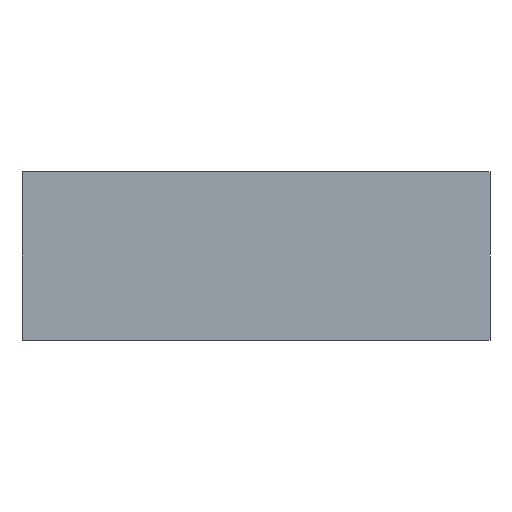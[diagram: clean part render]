
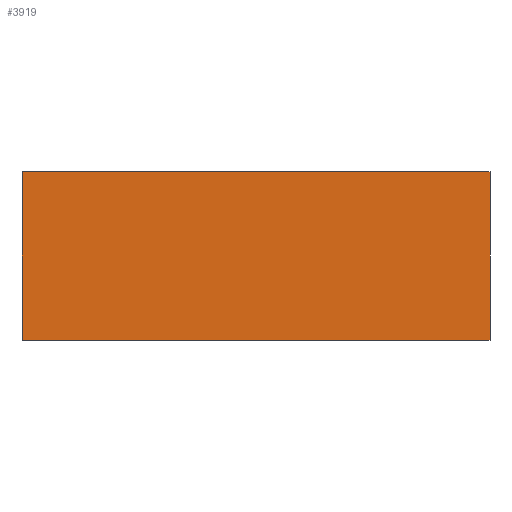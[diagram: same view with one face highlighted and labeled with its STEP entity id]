
A CAD part, left-side view. The second image highlights one B-rep face of the part: STEP entity #3919.
In plain terms, the highlighted planar face has unit normal (-1, 0, 0).
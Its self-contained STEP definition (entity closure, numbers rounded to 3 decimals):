
#455=FACE_OUTER_BOUND('',#735,.T.);
#735=EDGE_LOOP('',(#3258,#3259,#3260,#3261));
#1125=LINE('',#6106,#1535);
#1136=LINE('',#6129,#1546);
#1137=LINE('',#6131,#1547);
#1138=LINE('',#6132,#1548);
#1535=VECTOR('',#5059,10.);
#1546=VECTOR('',#5080,10.);
#1547=VECTOR('',#5081,10.);
#1548=VECTOR('',#5082,10.);
#1884=VERTEX_POINT('',#6103);
#1885=VERTEX_POINT('',#6105);
#1892=VERTEX_POINT('',#6128);
#1893=VERTEX_POINT('',#6130);
#2351=EDGE_CURVE('',#1885,#1884,#1125,.T.);
#2363=EDGE_CURVE('',#1884,#1892,#1136,.T.);
#2364=EDGE_CURVE('',#1892,#1893,#1137,.T.);
#2365=EDGE_CURVE('',#1893,#1885,#1138,.T.);
#3258=ORIENTED_EDGE('',*,*,#2351,.T.);
#3259=ORIENTED_EDGE('',*,*,#2363,.T.);
#3260=ORIENTED_EDGE('',*,*,#2364,.T.);
#3261=ORIENTED_EDGE('',*,*,#2365,.T.);
#3630=PLANE('',#4224);
#3919=ADVANCED_FACE('',(#455),#3630,.T.);
#4224=AXIS2_PLACEMENT_3D('',#6127,#5078,#5079);
#5059=DIRECTION('',(0.,1.,0.));
#5078=DIRECTION('center_axis',(-1.,0.,0.));
#5079=DIRECTION('ref_axis',(0.,0.,1.));
#5080=DIRECTION('',(0.,0.,-1.));
#5081=DIRECTION('',(0.,-1.,0.));
#5082=DIRECTION('',(0.,0.,1.));
#6103=CARTESIAN_POINT('',(121.5,-66.5,26.5));
#6105=CARTESIAN_POINT('',(121.5,-154.,26.5));
#6106=CARTESIAN_POINT('',(121.5,-68.,26.5));
#6127=CARTESIAN_POINT('Origin',(121.5,-152.5,3.));
#6128=CARTESIAN_POINT('',(121.5,-66.5,-5.));
#6129=CARTESIAN_POINT('',(121.5,-66.5,-2.));
#6130=CARTESIAN_POINT('',(121.5,-154.,-5.));
#6131=CARTESIAN_POINT('',(121.5,-152.5,-5.));
#6132=CARTESIAN_POINT('',(121.5,-154.,-2.));
